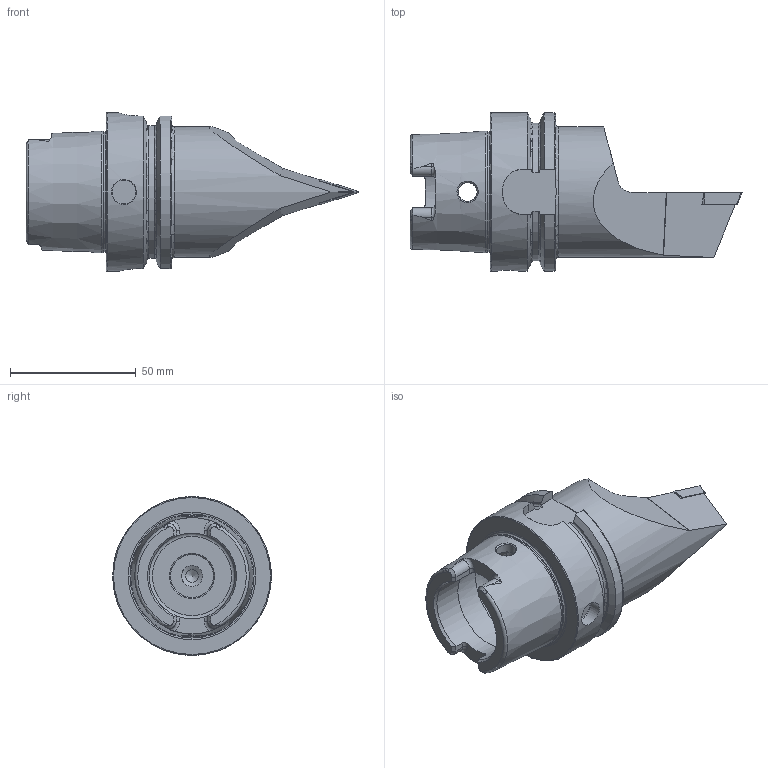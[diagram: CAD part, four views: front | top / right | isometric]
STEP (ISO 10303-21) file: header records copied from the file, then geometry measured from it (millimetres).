
FILE_DESCRIPTION (( 'STEP AP214' ), '1' );
FILE_NAME ('HA6.KVB.NVA.100.STEP', '2019-11-26T07:12:45', ( '' ), ( '' ), 'SwSTEP 2.0', 'SolidWorks 2017', '' );
FILE_SCHEMA (( 'AUTOMOTIVE_DESIGN' ));
Length unit declared in the file: millimetre
Products named in the file (5): VCMT160404; WCB-ER2.001.009_A; HA6-KVB.NVA.100_B; HA6.KVB.NVA.100; KVT_MB_600_060
Assembly tree (4 placements, depth 2):
  HA6.KVB.NVA.100
    HA6-KVB.NVA.100_B
    VCMT160404
    WCB-ER2.001.009_A
    KVT_MB_600_060
Bounding box: 131.9 x 63 x 63 mm (x, y, z)
Volume: 147182 mm3; surface area: 30860.5 mm2
Topology: 5 solids, 5 shells, 242 faces, 625 edges, 392 vertices
Faces by surface type: plane 84, cylinder 59, cone 56, torus 23, bspline 18, sphere 2
Full cylindrical faces by diameter (mm): 3.3 x1, 4 x1, 4.4 x1, 5 x4, 5.25 x1, 6 x3, 6.1 x1, 7.5 x2, 8.4 x1, 10 x1, 17 x1, 19 x1, 34 x2, 40 x1, 47.941 x1, 52 x1, 63 x1
Entity records: 9302 total; most frequent: CARTESIAN_POINT 3474, ORIENTED_EDGE 1088, DIRECTION 995, EDGE_CURVE 544, AXIS2_PLACEMENT_3D 400, VERTEX_POINT 375, EDGE_LOOP 315, FACE_OUTER_BOUND 278
